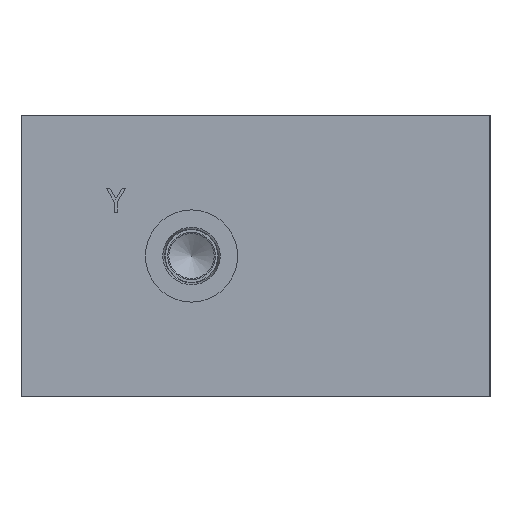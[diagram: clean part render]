
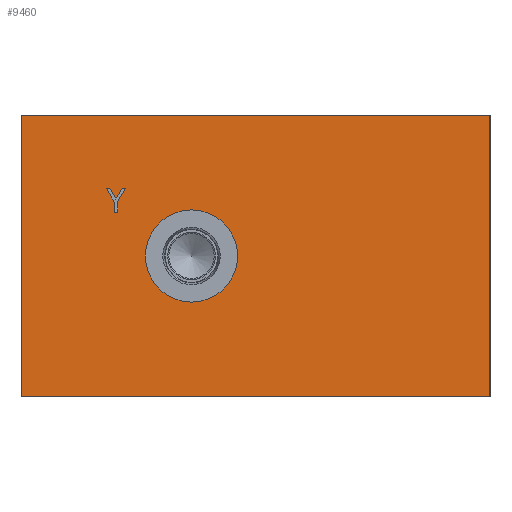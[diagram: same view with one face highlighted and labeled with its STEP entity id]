
A CAD part, left-side view. The second image highlights one B-rep face of the part: STEP entity #9460.
In plain terms, the highlighted planar face has unit normal (-1, 0, 0).
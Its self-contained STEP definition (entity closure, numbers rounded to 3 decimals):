
#138=CIRCLE('',#9839,12.51);
#139=CIRCLE('',#9840,12.51);
#295=FACE_BOUND('',#1617,.T.);
#296=FACE_BOUND('',#1618,.T.);
#607=PLANE('',#10000);
#1085=FACE_OUTER_BOUND('',#1616,.T.);
#1616=EDGE_LOOP('',(#8435,#8436,#8437,#8438));
#1617=EDGE_LOOP('',(#8439,#8440,#8441,#8442,#8443,#8444,#8445,#8446,#8447));
#1618=EDGE_LOOP('',(#8448,#8449));
#1687=LINE('',#12302,#2596);
#2422=LINE('',#15440,#3331);
#2426=LINE('',#15448,#3335);
#2429=LINE('',#15454,#3338);
#2432=LINE('',#15460,#3341);
#2435=LINE('',#15466,#3344);
#2438=LINE('',#15472,#3347);
#2441=LINE('',#15478,#3350);
#2444=LINE('',#15484,#3353);
#2447=LINE('',#15489,#3356);
#2484=LINE('',#15564,#3393);
#2549=LINE('',#16225,#3458);
#2550=LINE('',#16226,#3459);
#2596=VECTOR('',#10077,10.);
#3331=VECTOR('',#11300,10.);
#3335=VECTOR('',#11306,10.);
#3338=VECTOR('',#11311,10.);
#3341=VECTOR('',#11316,10.);
#3344=VECTOR('',#11321,10.);
#3347=VECTOR('',#11326,10.);
#3350=VECTOR('',#11331,10.);
#3353=VECTOR('',#11336,10.);
#3356=VECTOR('',#11341,10.);
#3393=VECTOR('',#11406,10.);
#3458=VECTOR('',#11957,10.);
#3459=VECTOR('',#11958,10.);
#3747=VERTEX_POINT('',#12299);
#3748=VERTEX_POINT('',#12301);
#4370=VERTEX_POINT('',#15438);
#4371=VERTEX_POINT('',#15439);
#4374=VERTEX_POINT('',#15447);
#4376=VERTEX_POINT('',#15453);
#4378=VERTEX_POINT('',#15459);
#4380=VERTEX_POINT('',#15465);
#4382=VERTEX_POINT('',#15471);
#4384=VERTEX_POINT('',#15477);
#4386=VERTEX_POINT('',#15483);
#4410=VERTEX_POINT('',#15560);
#4411=VERTEX_POINT('',#15562);
#4470=VERTEX_POINT('',#15813);
#4471=VERTEX_POINT('',#15814);
#4661=EDGE_CURVE('',#3747,#3748,#1687,.T.);
#5592=EDGE_CURVE('',#4370,#4371,#2422,.T.);
#5596=EDGE_CURVE('',#4374,#4370,#2426,.T.);
#5599=EDGE_CURVE('',#4376,#4374,#2429,.T.);
#5602=EDGE_CURVE('',#4378,#4376,#2432,.T.);
#5605=EDGE_CURVE('',#4380,#4378,#2435,.T.);
#5608=EDGE_CURVE('',#4382,#4380,#2438,.T.);
#5611=EDGE_CURVE('',#4384,#4382,#2441,.T.);
#5614=EDGE_CURVE('',#4386,#4384,#2444,.T.);
#5617=EDGE_CURVE('',#4371,#4386,#2447,.T.);
#5654=EDGE_CURVE('',#4410,#4411,#2484,.T.);
#5736=EDGE_CURVE('',#4470,#4471,#138,.T.);
#5737=EDGE_CURVE('',#4471,#4470,#139,.T.);
#5891=EDGE_CURVE('',#3747,#4410,#2549,.T.);
#5892=EDGE_CURVE('',#3748,#4411,#2550,.T.);
#8435=ORIENTED_EDGE('',*,*,#5891,.T.);
#8436=ORIENTED_EDGE('',*,*,#5654,.T.);
#8437=ORIENTED_EDGE('',*,*,#5892,.F.);
#8438=ORIENTED_EDGE('',*,*,#4661,.F.);
#8439=ORIENTED_EDGE('',*,*,#5592,.T.);
#8440=ORIENTED_EDGE('',*,*,#5617,.T.);
#8441=ORIENTED_EDGE('',*,*,#5614,.T.);
#8442=ORIENTED_EDGE('',*,*,#5611,.T.);
#8443=ORIENTED_EDGE('',*,*,#5608,.T.);
#8444=ORIENTED_EDGE('',*,*,#5605,.T.);
#8445=ORIENTED_EDGE('',*,*,#5602,.T.);
#8446=ORIENTED_EDGE('',*,*,#5599,.T.);
#8447=ORIENTED_EDGE('',*,*,#5596,.T.);
#8448=ORIENTED_EDGE('',*,*,#5736,.T.);
#8449=ORIENTED_EDGE('',*,*,#5737,.T.);
#9460=ADVANCED_FACE('',(#1085,#295,#296),#607,.T.);
#9839=AXIS2_PLACEMENT_3D('',#15815,#11591,#11592);
#9840=AXIS2_PLACEMENT_3D('',#15816,#11593,#11594);
#10000=AXIS2_PLACEMENT_3D('',#16224,#11955,#11956);
#10077=DIRECTION('',(0.,0.,1.));
#11300=DIRECTION('',(0.,-1.,0.));
#11306=DIRECTION('',(0.,-0.512,0.859));
#11311=DIRECTION('',(0.,-0.505,-0.863));
#11316=DIRECTION('',(0.,-1.,0.));
#11321=DIRECTION('',(0.,0.509,0.861));
#11326=DIRECTION('',(0.,0.,1.));
#11331=DIRECTION('',(0.,1.,0.));
#11336=DIRECTION('',(0.,0.,-1.));
#11341=DIRECTION('',(0.,0.518,-0.855));
#11406=DIRECTION('',(0.,0.,1.));
#11591=DIRECTION('center_axis',(1.,0.,0.));
#11592=DIRECTION('ref_axis',(0.,0.,1.));
#11593=DIRECTION('center_axis',(1.,0.,0.));
#11594=DIRECTION('ref_axis',(0.,0.,1.));
#11955=DIRECTION('center_axis',(-1.,0.,0.));
#11956=DIRECTION('ref_axis',(0.,-1.,0.));
#11957=DIRECTION('',(0.,-1.,0.));
#11958=DIRECTION('',(0.,-1.,0.));
#12299=CARTESIAN_POINT('',(0.,127.,0.));
#12301=CARTESIAN_POINT('',(0.,127.,76.2));
#12302=CARTESIAN_POINT('',(0.,127.,0.));
#15438=CARTESIAN_POINT('',(0.,99.825,56.356));
#15439=CARTESIAN_POINT('',(0.,98.93,56.356));
#15440=CARTESIAN_POINT('',(0.,113.413,56.356));
#15447=CARTESIAN_POINT('',(0.,101.493,53.562));
#15448=CARTESIAN_POINT('',(0.,116.626,28.201));
#15453=CARTESIAN_POINT('',(0.,103.129,56.356));
#15454=CARTESIAN_POINT('',(0.,93.889,40.579));
#15459=CARTESIAN_POINT('',(0.,104.066,56.356));
#15460=CARTESIAN_POINT('',(0.,115.533,56.356));
#15465=CARTESIAN_POINT('',(0.,101.92,52.728));
#15466=CARTESIAN_POINT('',(0.,93.618,38.692));
#15471=CARTESIAN_POINT('',(0.,101.92,50.006));
#15472=CARTESIAN_POINT('',(0.,101.92,25.003));
#15477=CARTESIAN_POINT('',(0.,101.076,50.006));
#15478=CARTESIAN_POINT('',(0.,114.038,50.006));
#15483=CARTESIAN_POINT('',(0.,101.076,52.816));
#15484=CARTESIAN_POINT('',(0.,101.076,26.408));
#15489=CARTESIAN_POINT('',(0.,115.191,29.527));
#15560=CARTESIAN_POINT('',(0.,0.,0.));
#15562=CARTESIAN_POINT('',(0.,0.,76.2));
#15564=CARTESIAN_POINT('',(0.,0.,0.));
#15813=CARTESIAN_POINT('',(0.,81.001,50.61));
#15814=CARTESIAN_POINT('',(0.,81.001,25.591));
#15815=CARTESIAN_POINT('Origin',(0.,81.001,38.1));
#15816=CARTESIAN_POINT('Origin',(0.,81.001,38.1));
#16224=CARTESIAN_POINT('Origin',(0.,127.,0.));
#16225=CARTESIAN_POINT('',(0.,127.,0.));
#16226=CARTESIAN_POINT('',(0.,127.,76.2));
